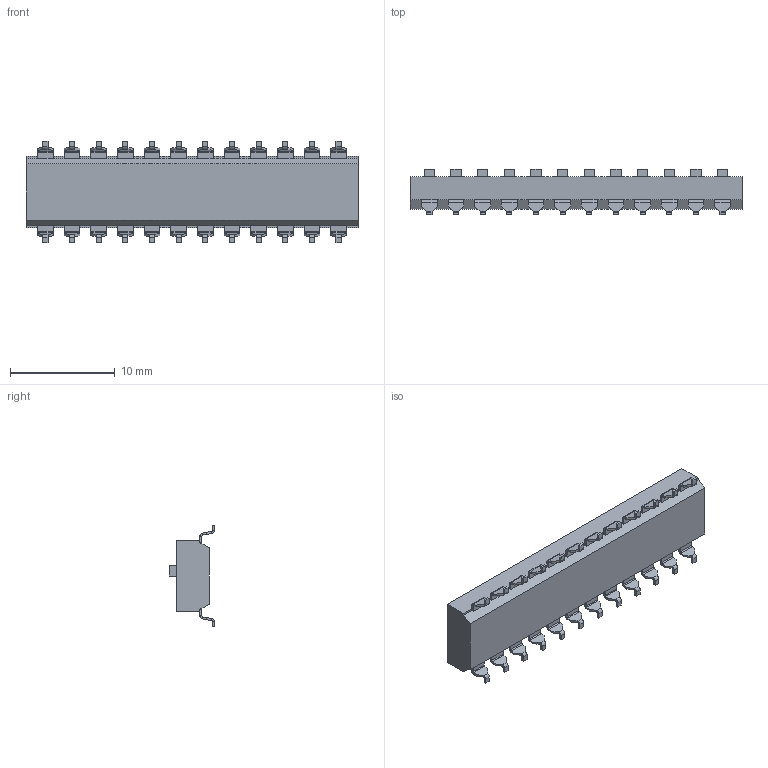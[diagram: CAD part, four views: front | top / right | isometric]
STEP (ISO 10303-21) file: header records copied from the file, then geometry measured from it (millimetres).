
FILE_DESCRIPTION (( 'STEP AP214' ), '1' );
FILE_NAME ('KLS7-KL-12.STEP', '2024-01-31T14:18:15', ( '' ), ( '' ), 'SwSTEP 2.0', 'SolidWorks 2023', '' );
FILE_SCHEMA (( 'AUTOMOTIVE_DESIGN' ));
Length unit declared in the file: millimetre
Products named in the file (1): KLS7-KL-12
Bounding box: 31.64 x 4.3 x 9.69 mm (x, y, z)
Volume: 645.5 mm3; surface area: 924.4 mm2
Topology: 25 solids, 25 shells, 814 faces, 1848 edges, 1096 vertices
Faces by surface type: plane 718, cylinder 96
Entity records: 31153 total; most frequent: CARTESIAN_POINT 3759, ORIENTED_EDGE 3696, DIRECTION 3670, EDGE_CURVE 1848, VECTOR 1656, LINE 1656, VERTEX_POINT 1096, AXIS2_PLACEMENT_3D 1007
